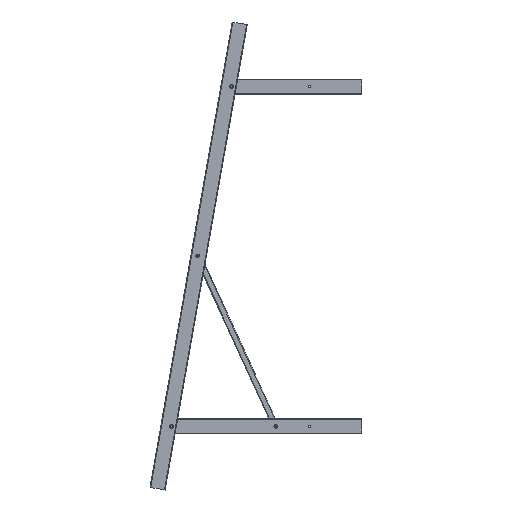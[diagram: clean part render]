
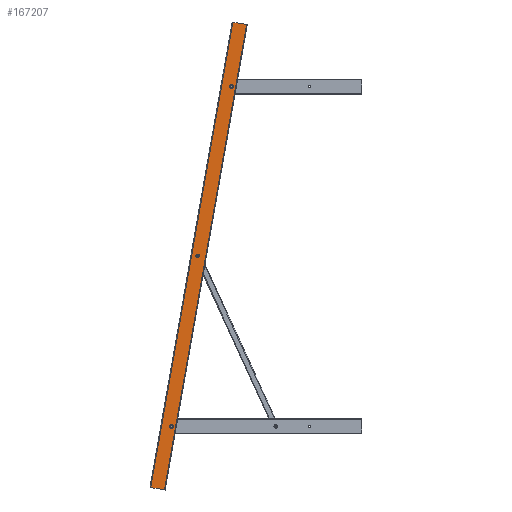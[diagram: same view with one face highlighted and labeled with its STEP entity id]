
A CAD part, left-side view. The second image highlights one B-rep face of the part: STEP entity #167207.
In plain terms, the highlighted planar face has unit normal (-1, 0, 0).
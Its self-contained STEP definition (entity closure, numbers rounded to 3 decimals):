
#3785 = DIRECTION ( 'NONE',  ( 0., 1., 0. ) ) ;
#5062 = DIRECTION ( 'NONE',  ( 0., -1., 0. ) ) ;
#5912 = FACE_OUTER_BOUND ( 'NONE', #178142, .T. ) ;
#6202 = LINE ( 'NONE', #119503, #145751 ) ;
#8669 = DIRECTION ( 'NONE',  ( -1., 0., 0. ) ) ;
#8799 = ORIENTED_EDGE ( 'NONE', *, *, #63464, .T. ) ;
#14202 = CARTESIAN_POINT ( 'NONE',  ( -27.5, -50., 1575. ) ) ;
#20133 = DIRECTION ( 'NONE',  ( 0., 0., -1. ) ) ;
#22273 = CARTESIAN_POINT ( 'NONE',  ( -27.5, 48., 1575. ) ) ;
#25662 = CARTESIAN_POINT ( 'NONE',  ( -27.5, 7.5, 6.5 ) ) ;
#28952 = VECTOR ( 'NONE', #3785, 1000. ) ;
#30850 = DIRECTION ( 'NONE',  ( -1., 0., 0. ) ) ;
#33448 = DIRECTION ( 'NONE',  ( -1., 0., 0. ) ) ;
#35695 = EDGE_LOOP ( 'NONE', ( #173514, #107592 ) ) ;
#38540 = DIRECTION ( 'NONE',  ( 0., -1., 0. ) ) ;
#42513 = AXIS2_PLACEMENT_3D ( 'NONE', #155337, #30850, #171058 ) ;
#43975 = EDGE_CURVE ( 'NONE', #61232, #134920, #114407, .T. ) ;
#44213 = AXIS2_PLACEMENT_3D ( 'NONE', #60511, #89359, #145971 ) ;
#45473 = VERTEX_POINT ( 'NONE', #183292 ) ;
#46520 = VERTEX_POINT ( 'NONE', #128486 ) ;
#47397 = VECTOR ( 'NONE', #68160, 1000. ) ;
#50103 = EDGE_CURVE ( 'NONE', #138062, #45473, #55947, .T. ) ;
#50473 = CARTESIAN_POINT ( 'NONE',  ( -27.5, -50., 1575. ) ) ;
#55369 = EDGE_CURVE ( 'NONE', #83190, #168050, #96009, .T. ) ;
#55947 = CIRCLE ( 'NONE', #44213, 6.5 ) ;
#56644 = CARTESIAN_POINT ( 'NONE',  ( -27.5, -17.5, -1143.5 ) ) ;
#60511 = CARTESIAN_POINT ( 'NONE',  ( -27.5, -17.5, -1150. ) ) ;
#61232 = VERTEX_POINT ( 'NONE', #137506 ) ;
#62513 = PLANE ( 'NONE',  #151263 ) ;
#63464 = EDGE_CURVE ( 'NONE', #46520, #102200, #144161, .T. ) ;
#68160 = DIRECTION ( 'NONE',  ( 0., 0., -1. ) ) ;
#68803 = AXIS2_PLACEMENT_3D ( 'NONE', #111828, #136916, #38540 ) ;
#72931 = AXIS2_PLACEMENT_3D ( 'NONE', #163295, #105712, #120527 ) ;
#75630 = DIRECTION ( 'NONE',  ( -1., 0., 0. ) ) ;
#76485 = FACE_BOUND ( 'NONE', #87828, .T. ) ;
#80416 = ORIENTED_EDGE ( 'NONE', *, *, #161407, .F. ) ;
#80509 = EDGE_CURVE ( 'NONE', #160640, #83602, #103274, .T. ) ;
#81080 = DIRECTION ( 'NONE',  ( 0., -1., 0. ) ) ;
#82457 = AXIS2_PLACEMENT_3D ( 'NONE', #89633, #75630, #5062 ) ;
#83190 = VERTEX_POINT ( 'NONE', #98156 ) ;
#83602 = VERTEX_POINT ( 'NONE', #136946 ) ;
#86296 = ORIENTED_EDGE ( 'NONE', *, *, #149211, .F. ) ;
#87828 = EDGE_LOOP ( 'NONE', ( #86296, #114241 ) ) ;
#88663 = FACE_BOUND ( 'NONE', #35695, .T. ) ;
#89359 = DIRECTION ( 'NONE',  ( -1., 0., 0. ) ) ;
#89633 = CARTESIAN_POINT ( 'NONE',  ( -27.5, -17.5, 1150. ) ) ;
#91171 = EDGE_CURVE ( 'NONE', #83602, #160640, #95507, .T. ) ;
#95507 = CIRCLE ( 'NONE', #68803, 6.5 ) ;
#96009 = CIRCLE ( 'NONE', #178972, 6.5 ) ;
#96086 = CARTESIAN_POINT ( 'NONE',  ( -27.5, -45.5, 1575. ) ) ;
#98156 = CARTESIAN_POINT ( 'NONE',  ( -27.5, 7.5, -6.5 ) ) ;
#102200 = VERTEX_POINT ( 'NONE', #22273 ) ;
#103113 = DIRECTION ( 'NONE',  ( 0., -1., 0. ) ) ;
#103274 = CIRCLE ( 'NONE', #82457, 6.5 ) ;
#105712 = DIRECTION ( 'NONE',  ( -1., 0., 0. ) ) ;
#107592 = ORIENTED_EDGE ( 'NONE', *, *, #80509, .F. ) ;
#111828 = CARTESIAN_POINT ( 'NONE',  ( -27.5, -17.5, 1150. ) ) ;
#114143 = EDGE_LOOP ( 'NONE', ( #116174, #80416 ) ) ;
#114241 = ORIENTED_EDGE ( 'NONE', *, *, #50103, .F. ) ;
#114407 = LINE ( 'NONE', #158009, #28952 ) ;
#115774 = ORIENTED_EDGE ( 'NONE', *, *, #43975, .F. ) ;
#116174 = ORIENTED_EDGE ( 'NONE', *, *, #55369, .F. ) ;
#119503 = CARTESIAN_POINT ( 'NONE',  ( -27.5, 48., 1575. ) ) ;
#120527 = DIRECTION ( 'NONE',  ( 0., -1., 0. ) ) ;
#122525 = CIRCLE ( 'NONE', #42513, 6.5 ) ;
#123903 = LINE ( 'NONE', #96086, #47397 ) ;
#128486 = CARTESIAN_POINT ( 'NONE',  ( -27.5, -45.5, 1575. ) ) ;
#129626 = CARTESIAN_POINT ( 'NONE',  ( -27.5, -17.5, 1156.5 ) ) ;
#133143 = FACE_BOUND ( 'NONE', #114143, .T. ) ;
#134920 = VERTEX_POINT ( 'NONE', #148289 ) ;
#136916 = DIRECTION ( 'NONE',  ( -1., 0., 0. ) ) ;
#136946 = CARTESIAN_POINT ( 'NONE',  ( -27.5, -17.5, 1143.5 ) ) ;
#137506 = CARTESIAN_POINT ( 'NONE',  ( -27.5, -45.5, -1575. ) ) ;
#138062 = VERTEX_POINT ( 'NONE', #56644 ) ;
#139303 = ORIENTED_EDGE ( 'NONE', *, *, #152028, .F. ) ;
#143257 = DIRECTION ( 'NONE',  ( 0., 1., 0. ) ) ;
#144161 = LINE ( 'NONE', #14202, #145167 ) ;
#145167 = VECTOR ( 'NONE', #143257, 1000. ) ;
#145751 = VECTOR ( 'NONE', #20133, 1000. ) ;
#145971 = DIRECTION ( 'NONE',  ( 0., -1., 0. ) ) ;
#148289 = CARTESIAN_POINT ( 'NONE',  ( -27.5, 48., -1575. ) ) ;
#149211 = EDGE_CURVE ( 'NONE', #45473, #138062, #173789, .T. ) ;
#151263 = AXIS2_PLACEMENT_3D ( 'NONE', #50473, #8669, #81080 ) ;
#152028 = EDGE_CURVE ( 'NONE', #46520, #61232, #123903, .T. ) ;
#155337 = CARTESIAN_POINT ( 'NONE',  ( -27.5, 7.5, 0. ) ) ;
#158009 = CARTESIAN_POINT ( 'NONE',  ( -27.5, -50., -1575. ) ) ;
#160640 = VERTEX_POINT ( 'NONE', #129626 ) ;
#161407 = EDGE_CURVE ( 'NONE', #168050, #83190, #122525, .T. ) ;
#163295 = CARTESIAN_POINT ( 'NONE',  ( -27.5, -17.5, -1150. ) ) ;
#167207 = ADVANCED_FACE ( 'NONE', ( #88663, #76485, #133143, #5912 ), #62513, .T. ) ;
#168050 = VERTEX_POINT ( 'NONE', #25662 ) ;
#171058 = DIRECTION ( 'NONE',  ( 0., -1., 0. ) ) ;
#171361 = ORIENTED_EDGE ( 'NONE', *, *, #173692, .T. ) ;
#173514 = ORIENTED_EDGE ( 'NONE', *, *, #91171, .F. ) ;
#173634 = CARTESIAN_POINT ( 'NONE',  ( -27.5, 7.5, 0. ) ) ;
#173692 = EDGE_CURVE ( 'NONE', #102200, #134920, #6202, .T. ) ;
#173789 = CIRCLE ( 'NONE', #72931, 6.5 ) ;
#178142 = EDGE_LOOP ( 'NONE', ( #115774, #139303, #8799, #171361 ) ) ;
#178972 = AXIS2_PLACEMENT_3D ( 'NONE', #173634, #33448, #103113 ) ;
#183292 = CARTESIAN_POINT ( 'NONE',  ( -27.5, -17.5, -1156.5 ) ) ;
